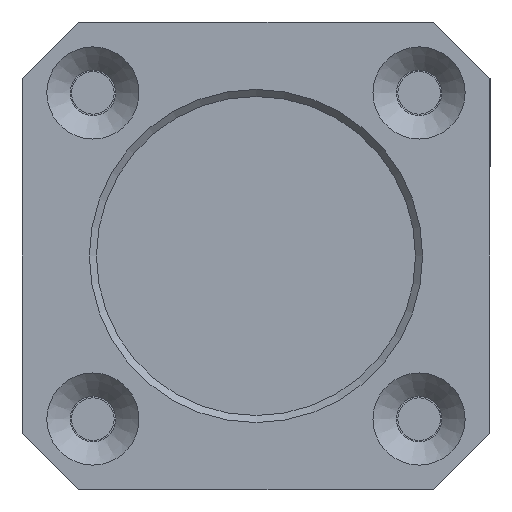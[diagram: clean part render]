
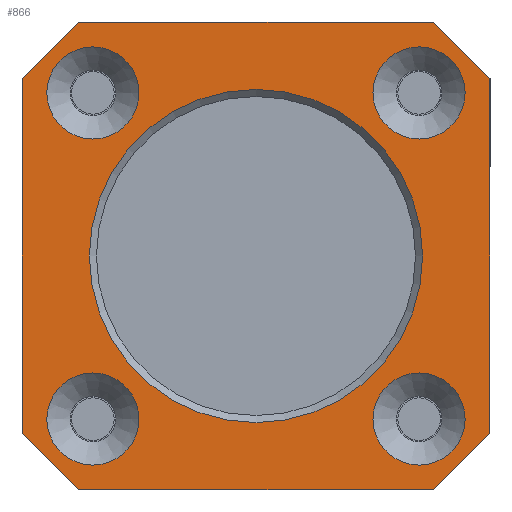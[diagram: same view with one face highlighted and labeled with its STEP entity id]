
A CAD part, front view. The second image highlights one B-rep face of the part: STEP entity #866.
In plain terms, the highlighted planar face has unit normal (0, -1, 0).
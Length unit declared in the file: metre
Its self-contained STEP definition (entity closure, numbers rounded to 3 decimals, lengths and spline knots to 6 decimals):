
#866=ADVANCED_FACE('NONE',(#2263,#2264,#2265,#2266,#2267,#2268),#2269,.T.);
#888=EDGE_CURVE('NONE',#2309,#2310,#2311,.T.);
#900=EDGE_CURVE('NONE',#2327,#2327,#2328,.T.);
#910=EDGE_CURVE('NONE',#2342,#2309,#2343,.T.);
#916=EDGE_CURVE('NONE',#2350,#2342,#2351,.T.);
#922=EDGE_CURVE('NONE',#2310,#2358,#2359,.T.);
#936=EDGE_CURVE('NONE',#2358,#2375,#2378,.T.);
#938=EDGE_CURVE('NONE',#2380,#2380,#2381,.T.);
#948=EDGE_CURVE('NONE',#2396,#2393,#2397,.T.);
#952=EDGE_CURVE('NONE',#2401,#2401,#2402,.T.);
#954=EDGE_CURVE('NONE',#2404,#2404,#2405,.T.);
#956=EDGE_CURVE('NONE',#2407,#2407,#2408,.T.);
#958=EDGE_CURVE('NONE',#2393,#2350,#2410,.T.);
#960=EDGE_CURVE('NONE',#2375,#2396,#2412,.T.);
#2263=FACE_BOUND('',#4201,.T.);
#2264=FACE_BOUND('',#4202,.T.);
#2265=FACE_BOUND('',#4203,.T.);
#2266=FACE_BOUND('',#4204,.T.);
#2267=FACE_BOUND('',#4205,.T.);
#2268=FACE_OUTER_BOUND('',#4206,.T.);
#2269=PLANE('',#4207);
#2309=VERTEX_POINT('NONE',#4252);
#2310=VERTEX_POINT('NONE',#4253);
#2311=LINE('',#4254,#4255);
#2327=VERTEX_POINT('',#4280);
#2328=CIRCLE('',#4281,0.0235);
#2342=VERTEX_POINT('NONE',#4300);
#2343=LINE('',#4301,#4302);
#2350=VERTEX_POINT('NONE',#4314);
#2351=LINE('',#4315,#4316);
#2358=VERTEX_POINT('NONE',#4328);
#2359=LINE('',#4329,#4330);
#2375=VERTEX_POINT('NONE',#4355);
#2378=LINE('',#4360,#4361);
#2380=VERTEX_POINT('',#4364);
#2381=CIRCLE('',#4365,0.0065);
#2393=VERTEX_POINT('NONE',#4382);
#2396=VERTEX_POINT('NONE',#4387);
#2397=LINE('',#4388,#4389);
#2401=VERTEX_POINT('',#4396);
#2402=CIRCLE('',#4397,0.0065);
#2404=VERTEX_POINT('',#4400);
#2405=CIRCLE('',#4401,0.0065);
#2407=VERTEX_POINT('',#4404);
#2408=CIRCLE('',#4405,0.0065);
#2410=LINE('',#4408,#4409);
#2412=LINE('',#4412,#4413);
#4201=EDGE_LOOP('',(#7288));
#4202=EDGE_LOOP('',(#7289));
#4203=EDGE_LOOP('',(#7290));
#4204=EDGE_LOOP('',(#7291));
#4205=EDGE_LOOP('',(#7292));
#4206=EDGE_LOOP('',(#7293,#7294,#7295,#7296,#7297,#7298,#7299,#7300));
#4207=AXIS2_PLACEMENT_3D('',#7301,#7302,#7303);
#4252=CARTESIAN_POINT('',(-0.025,-0.1183,-0.1213));
#4253=CARTESIAN_POINT('',(0.025,-0.1183,-0.1213));
#4254=CARTESIAN_POINT('',(-0.033,-0.1183,-0.1213));
#4255=VECTOR('',#7367,1.0);
#4280=CARTESIAN_POINT('',(0.0235,-0.1183,-0.0883));
#4281=AXIS2_PLACEMENT_3D('',#7377,#7378,#7379);
#4300=CARTESIAN_POINT('',(-0.033,-0.1183,-0.1133));
#4301=CARTESIAN_POINT('',(-0.029,-0.1183,-0.1173));
#4302=VECTOR('',#7392,1.0);
#4314=CARTESIAN_POINT('',(-0.033,-0.1183,-0.0633));
#4315=CARTESIAN_POINT('',(-0.033,-0.1183,-0.0553));
#4316=VECTOR('',#7395,1.0);
#4328=CARTESIAN_POINT('',(0.033,-0.1183,-0.1133));
#4329=CARTESIAN_POINT('',(-0.004,-0.1183,-0.1503));
#4330=VECTOR('',#7398,1.0);
#4355=CARTESIAN_POINT('',(0.033,-0.1183,-0.0633));
#4360=CARTESIAN_POINT('',(0.033,-0.1183,-0.0553));
#4361=VECTOR('',#7409,1.0);
#4364=CARTESIAN_POINT('',(-0.0165,-0.1183,-0.0653));
#4365=AXIS2_PLACEMENT_3D('',#7410,#7411,#7412);
#4382=CARTESIAN_POINT('',(-0.025,-0.1183,-0.0553));
#4387=CARTESIAN_POINT('',(0.025,-0.1183,-0.0553));
#4388=CARTESIAN_POINT('',(-0.033,-0.1183,-0.0553));
#4389=VECTOR('',#7421,1.0);
#4396=CARTESIAN_POINT('',(0.0295,-0.1183,-0.1113));
#4397=AXIS2_PLACEMENT_3D('',#7423,#7424,#7425);
#4400=CARTESIAN_POINT('',(0.0295,-0.1183,-0.0653));
#4401=AXIS2_PLACEMENT_3D('',#7426,#7427,#7428);
#4404=CARTESIAN_POINT('',(-0.0165,-0.1183,-0.1113));
#4405=AXIS2_PLACEMENT_3D('',#7429,#7430,#7431);
#4408=CARTESIAN_POINT('',(-0.062,-0.1183,-0.0923));
#4409=VECTOR('',#7432,1.0);
#4412=CARTESIAN_POINT('',(0.029,-0.1183,-0.0593));
#4413=VECTOR('',#7433,1.0);
#7288=ORIENTED_EDGE('',*,*,#954,.T.);
#7289=ORIENTED_EDGE('',*,*,#952,.T.);
#7290=ORIENTED_EDGE('',*,*,#956,.T.);
#7291=ORIENTED_EDGE('',*,*,#938,.T.);
#7292=ORIENTED_EDGE('',*,*,#900,.T.);
#7293=ORIENTED_EDGE('',*,*,#948,.T.);
#7294=ORIENTED_EDGE('',*,*,#958,.T.);
#7295=ORIENTED_EDGE('',*,*,#916,.T.);
#7296=ORIENTED_EDGE('',*,*,#910,.T.);
#7297=ORIENTED_EDGE('',*,*,#888,.T.);
#7298=ORIENTED_EDGE('',*,*,#922,.T.);
#7299=ORIENTED_EDGE('',*,*,#936,.T.);
#7300=ORIENTED_EDGE('',*,*,#960,.T.);
#7301=CARTESIAN_POINT('',(-0.033,-0.1183,-0.1213));
#7302=DIRECTION('',(0.0,-1.0,0.));
#7303=DIRECTION('',(1.0,0.0,0.0));
#7367=DIRECTION('',(1.0,0.0,0.0));
#7377=CARTESIAN_POINT('',(0.0,-0.1183,-0.0883));
#7378=DIRECTION('',(-0.0,1.0,0.));
#7379=DIRECTION('',(1.0,0.0,0.0));
#7392=DIRECTION('',(0.707,0.,-0.707));
#7395=DIRECTION('',(0.0,0.,-1.0));
#7398=DIRECTION('',(0.707,0.,0.707));
#7409=DIRECTION('',(0.0,0.,1.0));
#7410=CARTESIAN_POINT('',(-0.023,-0.1183,-0.0653));
#7411=DIRECTION('',(-0.0,1.0,0.));
#7412=DIRECTION('',(1.0,0.0,0.0));
#7421=DIRECTION('',(-1.0,0.0,0.0));
#7423=CARTESIAN_POINT('',(0.023,-0.1183,-0.1113));
#7424=DIRECTION('',(-0.0,1.0,0.));
#7425=DIRECTION('',(1.0,0.0,0.0));
#7426=CARTESIAN_POINT('',(0.023,-0.1183,-0.0653));
#7427=DIRECTION('',(-0.0,1.0,0.));
#7428=DIRECTION('',(1.0,0.0,0.0));
#7429=CARTESIAN_POINT('',(-0.023,-0.1183,-0.1113));
#7430=DIRECTION('',(-0.0,1.0,0.));
#7431=DIRECTION('',(1.0,0.0,0.0));
#7432=DIRECTION('',(-0.707,0.,-0.707));
#7433=DIRECTION('',(-0.707,0.,0.707));
